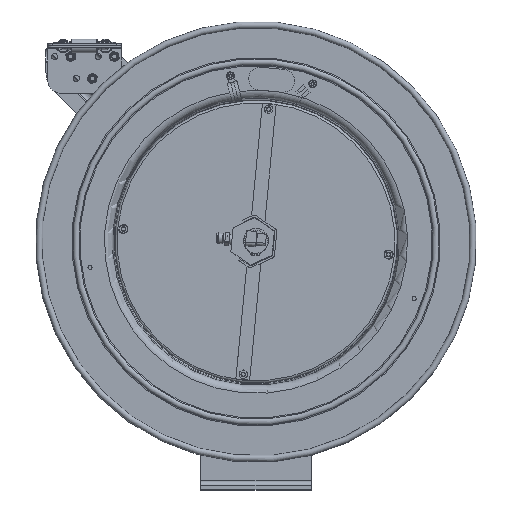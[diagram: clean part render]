
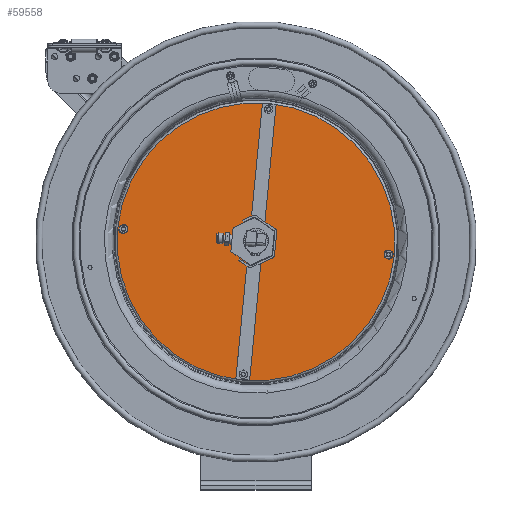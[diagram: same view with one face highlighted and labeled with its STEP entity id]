
A CAD part, top view. The second image highlights one B-rep face of the part: STEP entity #59558.
In plain terms, the highlighted planar face has unit normal (0, 0, 1).
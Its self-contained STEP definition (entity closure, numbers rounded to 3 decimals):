
#2784=FACE_BOUND('',#6885,.T.);
#2785=FACE_BOUND('',#6886,.T.);
#2786=FACE_BOUND('',#6887,.T.);
#2787=FACE_BOUND('',#6888,.T.);
#2788=FACE_BOUND('',#6889,.T.);
#3162=PLANE('',#62482);
#4380=FACE_OUTER_BOUND('',#6884,.T.);
#6884=EDGE_LOOP('',(#41650,#41651));
#6885=EDGE_LOOP('',(#41652));
#6886=EDGE_LOOP('',(#41653));
#6887=EDGE_LOOP('',(#41654));
#6888=EDGE_LOOP('',(#41655));
#6889=EDGE_LOOP('',(#41656));
#21086=CIRCLE('',#62483,7.565);
#21087=CIRCLE('',#62484,7.565);
#21088=CIRCLE('',#62485,0.655);
#21089=CIRCLE('',#62486,0.141);
#21090=CIRCLE('',#62487,0.141);
#21091=CIRCLE('',#62488,0.141);
#21092=CIRCLE('',#62489,0.141);
#23658=VERTEX_POINT('',#82369);
#23659=VERTEX_POINT('',#82370);
#23660=VERTEX_POINT('',#82373);
#23661=VERTEX_POINT('',#82375);
#23662=VERTEX_POINT('',#82377);
#23663=VERTEX_POINT('',#82379);
#23664=VERTEX_POINT('',#82381);
#31311=EDGE_CURVE('',#23658,#23659,#21086,.T.);
#31312=EDGE_CURVE('',#23659,#23658,#21087,.T.);
#31313=EDGE_CURVE('',#23660,#23660,#21088,.T.);
#31314=EDGE_CURVE('',#23661,#23661,#21089,.T.);
#31315=EDGE_CURVE('',#23662,#23662,#21090,.T.);
#31316=EDGE_CURVE('',#23663,#23663,#21091,.T.);
#31317=EDGE_CURVE('',#23664,#23664,#21092,.T.);
#41650=ORIENTED_EDGE('',*,*,#31311,.F.);
#41651=ORIENTED_EDGE('',*,*,#31312,.F.);
#41652=ORIENTED_EDGE('',*,*,#31313,.T.);
#41653=ORIENTED_EDGE('',*,*,#31314,.T.);
#41654=ORIENTED_EDGE('',*,*,#31315,.T.);
#41655=ORIENTED_EDGE('',*,*,#31316,.T.);
#41656=ORIENTED_EDGE('',*,*,#31317,.T.);
#59558=ADVANCED_FACE('',(#4380,#2784,#2785,#2786,#2787,#2788),#3162,.T.);
#62482=AXIS2_PLACEMENT_3D('',#82368,#67467,#67468);
#62483=AXIS2_PLACEMENT_3D('',#82371,#67469,#67470);
#62484=AXIS2_PLACEMENT_3D('',#82372,#67471,#67472);
#62485=AXIS2_PLACEMENT_3D('',#82374,#67473,#67474);
#62486=AXIS2_PLACEMENT_3D('',#82376,#67475,#67476);
#62487=AXIS2_PLACEMENT_3D('',#82378,#67477,#67478);
#62488=AXIS2_PLACEMENT_3D('',#82380,#67479,#67480);
#62489=AXIS2_PLACEMENT_3D('',#82382,#67481,#67482);
#67467=DIRECTION('center_axis',(0.,0.,
1.));
#67468=DIRECTION('ref_axis',(0.995,-0.096,0.));
#67469=DIRECTION('center_axis',(0.,0.,
-1.));
#67470=DIRECTION('ref_axis',(0.096,0.995,0.));
#67471=DIRECTION('center_axis',(0.,0.,
-1.));
#67472=DIRECTION('ref_axis',(0.096,0.995,0.));
#67473=DIRECTION('center_axis',(0.,0.,
-1.));
#67474=DIRECTION('ref_axis',(-0.096,-0.995,0.));
#67475=DIRECTION('center_axis',(0.,0.,
-1.));
#67476=DIRECTION('ref_axis',(0.096,0.995,0.));
#67477=DIRECTION('center_axis',(0.,0.,
-1.));
#67478=DIRECTION('ref_axis',(0.096,0.995,0.));
#67479=DIRECTION('center_axis',(0.,0.,
-1.));
#67480=DIRECTION('ref_axis',(0.096,0.995,0.));
#67481=DIRECTION('center_axis',(0.,0.,
-1.));
#67482=DIRECTION('ref_axis',(0.096,0.995,0.));
#82368=CARTESIAN_POINT('Origin',(0.363,3.755,5.165));
#82369=CARTESIAN_POINT('',(0.725,7.52,5.165));
#82370=CARTESIAN_POINT('',(7.53,-0.735,5.165));
#82371=CARTESIAN_POINT('Origin',(0.,-0.01,
5.165));
#82372=CARTESIAN_POINT('Origin',(0.,-0.01,
5.165));
#82373=CARTESIAN_POINT('',(0.063,0.642,5.165));
#82374=CARTESIAN_POINT('Origin',(0.,-0.01,
5.165));
#82375=CARTESIAN_POINT('',(7.23,-0.565,5.165));
#82376=CARTESIAN_POINT('Origin',(7.217,-0.705,5.165));
#82377=CARTESIAN_POINT('',(-7.203,0.825,5.165));
#82378=CARTESIAN_POINT('Origin',(-7.217,0.685,5.165));
#82379=CARTESIAN_POINT('',(-0.682,-7.087,5.165));
#82380=CARTESIAN_POINT('Origin',(-0.695,-7.227,5.165));
#82381=CARTESIAN_POINT('',(0.709,7.346,5.165));
#82382=CARTESIAN_POINT('Origin',(0.695,7.207,5.165));
